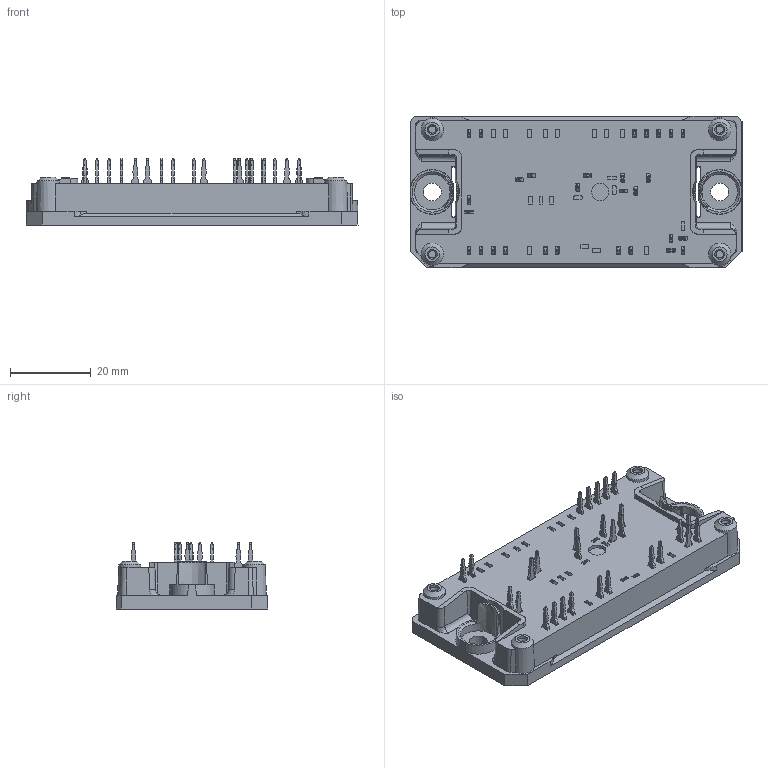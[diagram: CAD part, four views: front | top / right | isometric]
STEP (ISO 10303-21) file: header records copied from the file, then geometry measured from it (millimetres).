
FILE_DESCRIPTION(/* description */ ('Unknown'),/* implementation_level */ '2;1');
FILE_NAME(/* name */ 'Flow1-4T12TB-LC50(290)-01-OL_2',/* time_stamp */ '2018-03-29T15:19:38+02:00',/* author */ ('Unknown'),/* organization */ ('Unknown'),/* preprocessor_version */ 'ST-DEVELOPER v16.7',/* originating_system */ 'DEX',/* authorisation */ $);
FILE_SCHEMA (('AUTOMOTIVE_DESIGN {1 0 10303 214 3 1 1}'));
Products named in the file (1): Flow1-4T12TB-LC50-01-OL
Bounding box: 82 x 37.4 x 16.43 mm (x, y, z)
Volume: 25767 mm3; surface area: 11897.3 mm2
Topology: 1 solids, 1 shells, 1820 faces, 4774 edges, 3039 vertices
Faces by surface type: plane 1020, cylinder 539, cone 226, bspline 23, sphere 8, torus 4
Full cylindrical faces by diameter (mm): 2.4 x4, 4.3 x1, 4.4 x2
Entity records: 68493 total; most frequent: CARTESIAN_POINT 10278, DIRECTION 9602, ORIENTED_EDGE 9444, EDGE_CURVE 4722, LINE 3246, VECTOR 3246, AXIS2_PLACEMENT_3D 3178, VERTEX_POINT 3020
